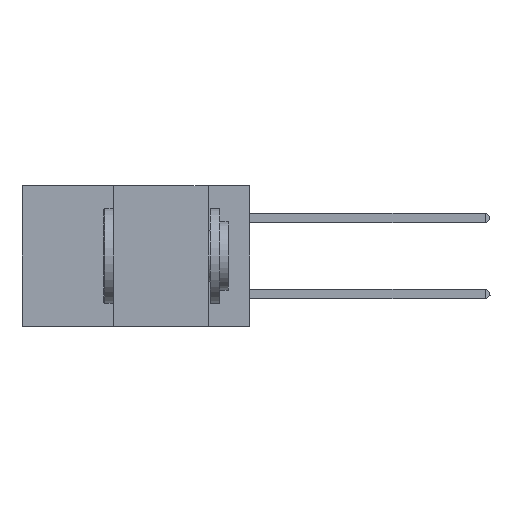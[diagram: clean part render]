
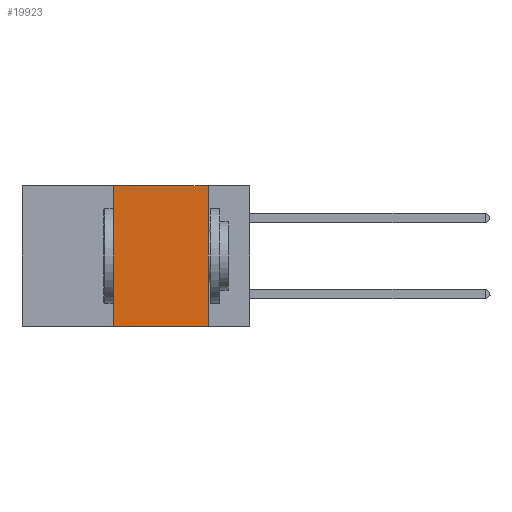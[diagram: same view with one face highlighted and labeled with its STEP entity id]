
A CAD part, left-side view. The second image highlights one B-rep face of the part: STEP entity #19923.
In plain terms, the highlighted planar face has unit normal (-1, 0, 0).
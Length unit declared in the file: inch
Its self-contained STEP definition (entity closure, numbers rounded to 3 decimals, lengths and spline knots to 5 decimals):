
#1598 = VERTEX_POINT ( 'NONE', #2895 ) ;
#2679 = VECTOR ( 'NONE', #4336, 39.37008 ) ;
#2895 = CARTESIAN_POINT ( 'NONE',  ( 0., 0.11, -0.37 ) ) ;
#3531 = VERTEX_POINT ( 'NONE', #10243 ) ;
#3616 = ORIENTED_EDGE ( 'NONE', *, *, #22461, .F. ) ;
#3705 = ORIENTED_EDGE ( 'NONE', *, *, #8922, .F. ) ;
#4336 = DIRECTION ( 'NONE',  ( 0., -1., 0. ) ) ;
#4358 = CARTESIAN_POINT ( 'NONE',  ( 0., 0.11, 0. ) ) ;
#4622 = LINE ( 'NONE', #4358, #26869 ) ;
#4923 = ORIENTED_EDGE ( 'NONE', *, *, #7376, .F. ) ;
#4964 = EDGE_CURVE ( 'NONE', #24689, #1598, #25596, .T. ) ;
#5991 = DIRECTION ( 'NONE',  ( 0., 0., -1. ) ) ;
#6407 = CARTESIAN_POINT ( 'NONE',  ( 0., 0.6, -0.37 ) ) ;
#7376 = EDGE_CURVE ( 'NONE', #24689, #3531, #22365, .T. ) ;
#8922 = EDGE_CURVE ( 'NONE', #12437, #1598, #4622, .T. ) ;
#9235 = CARTESIAN_POINT ( 'NONE',  ( 0., 0.11, 0. ) ) ;
#10036 = DIRECTION ( 'NONE',  ( 1., 0., 0. ) ) ;
#10243 = CARTESIAN_POINT ( 'NONE',  ( 0., 0.36, 0. ) ) ;
#10249 = EDGE_LOOP ( 'NONE', ( #3705, #3616, #4923, #26430 ) ) ;
#12437 = VERTEX_POINT ( 'NONE', #9235 ) ;
#15594 = VECTOR ( 'NONE', #20787, 39.37008 ) ;
#19698 = DIRECTION ( 'NONE',  ( 0., 0., -1. ) ) ;
#19923 = ADVANCED_FACE ( 'NONE', ( #22165 ), #27397, .F. ) ;
#20787 = DIRECTION ( 'NONE',  ( 0., -1., 0. ) ) ;
#22165 = FACE_OUTER_BOUND ( 'NONE', #10249, .T. ) ;
#22365 = LINE ( 'NONE', #22540, #25077 ) ;
#22461 = EDGE_CURVE ( 'NONE', #3531, #12437, #26686, .T. ) ;
#22540 = CARTESIAN_POINT ( 'NONE',  ( 0., 0.36, 0. ) ) ;
#22837 = DIRECTION ( 'NONE',  ( 0., 0., 1. ) ) ;
#24689 = VERTEX_POINT ( 'NONE', #26395 ) ;
#25077 = VECTOR ( 'NONE', #22837, 39.37008 ) ;
#25596 = LINE ( 'NONE', #6407, #2679 ) ;
#26292 = AXIS2_PLACEMENT_3D ( 'NONE', #27309, #10036, #5991 ) ;
#26395 = CARTESIAN_POINT ( 'NONE',  ( 0., 0.36, -0.37 ) ) ;
#26430 = ORIENTED_EDGE ( 'NONE', *, *, #4964, .T. ) ;
#26686 = LINE ( 'NONE', #27718, #15594 ) ;
#26869 = VECTOR ( 'NONE', #19698, 39.37008 ) ;
#27309 = CARTESIAN_POINT ( 'NONE',  ( 0., 0.6, 0. ) ) ;
#27397 = PLANE ( 'NONE',  #26292 ) ;
#27718 = CARTESIAN_POINT ( 'NONE',  ( 0., 0.6, 0. ) ) ;
